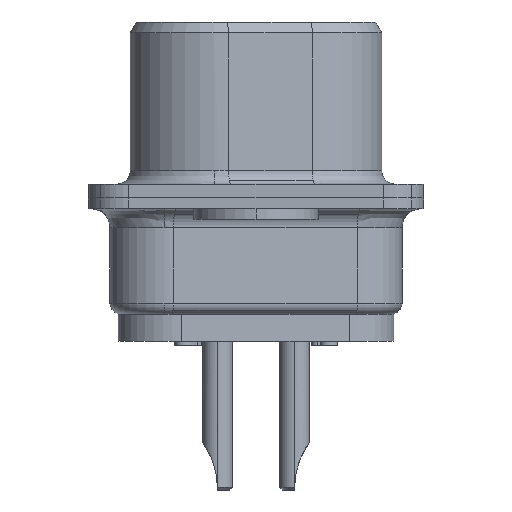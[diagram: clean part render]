
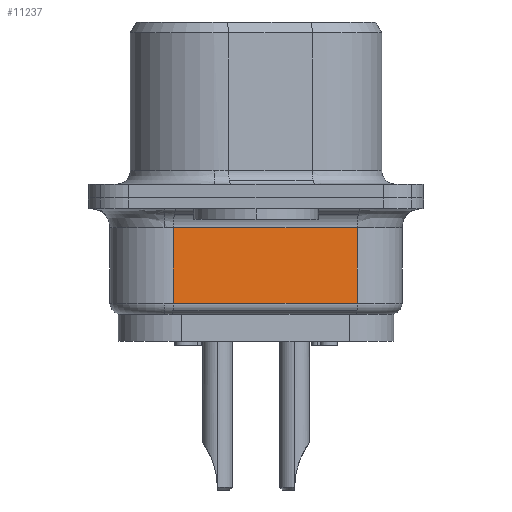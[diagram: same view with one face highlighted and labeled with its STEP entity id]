
A CAD part, left-side view. The second image highlights one B-rep face of the part: STEP entity #11237.
In plain terms, the highlighted planar face has unit normal (-0.985, -0.174, 0).
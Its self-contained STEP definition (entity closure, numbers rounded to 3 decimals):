
#10763=CARTESIAN_POINT('',(-9.57,3.053,-1.1));
#10764=VERTEX_POINT('',#10763);
#11018=CARTESIAN_POINT('',(-8.371,-3.747,-1.1));
#11019=VERTEX_POINT('',#11018);
#11020=CARTESIAN_POINT('',(-9.57,3.053,-1.1));
#11021=DIRECTION('',(0.174,-0.985,0.0));
#11022=VECTOR('',#11021,6.905);
#11023=LINE('',#11020,#11022);
#11024=EDGE_CURVE('',#10764,#11019,#11023,.T.);
#11188=CARTESIAN_POINT('',(-8.371,-3.747,-3.9));
#11189=VERTEX_POINT('',#11188);
#11190=CARTESIAN_POINT('',(-8.371,-3.747,-1.1));
#11191=DIRECTION('',(0.0,0.0,-1.0));
#11192=VECTOR('',#11191,2.8);
#11193=LINE('',#11190,#11192);
#11194=EDGE_CURVE('',#11019,#11189,#11193,.T.);
#11214=CARTESIAN_POINT('',(-9.57,3.053,0.0));
#11215=DIRECTION('',(-0.985,-0.174,0.0));
#11216=DIRECTION('',(0.0,0.0,1.0));
#11217=AXIS2_PLACEMENT_3D('',#11214,#11215,#11216);
#11218=PLANE('',#11217);
#11219=ORIENTED_EDGE('',*,*,#11024,.F.);
#11220=CARTESIAN_POINT('',(-9.57,3.053,-3.9));
#11221=VERTEX_POINT('',#11220);
#11222=CARTESIAN_POINT('',(-9.57,3.053,-1.1));
#11223=DIRECTION('',(0.0,0.0,-1.0));
#11224=VECTOR('',#11223,2.8);
#11225=LINE('',#11222,#11224);
#11226=EDGE_CURVE('',#10764,#11221,#11225,.T.);
#11227=ORIENTED_EDGE('',*,*,#11226,.T.);
#11228=CARTESIAN_POINT('',(-8.371,-3.747,-3.9));
#11229=DIRECTION('',(-0.174,0.985,0.0));
#11230=VECTOR('',#11229,6.905);
#11231=LINE('',#11228,#11230);
#11232=EDGE_CURVE('',#11189,#11221,#11231,.T.);
#11233=ORIENTED_EDGE('',*,*,#11232,.F.);
#11234=ORIENTED_EDGE('',*,*,#11194,.F.);
#11235=EDGE_LOOP('',(#11219,#11227,#11233,#11234));
#11236=FACE_OUTER_BOUND('',#11235,.T.);
#11237=ADVANCED_FACE('',(#11236),#11218,.T.);
